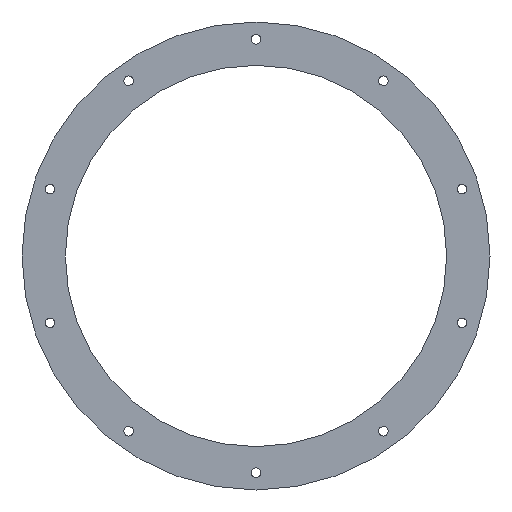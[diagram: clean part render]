
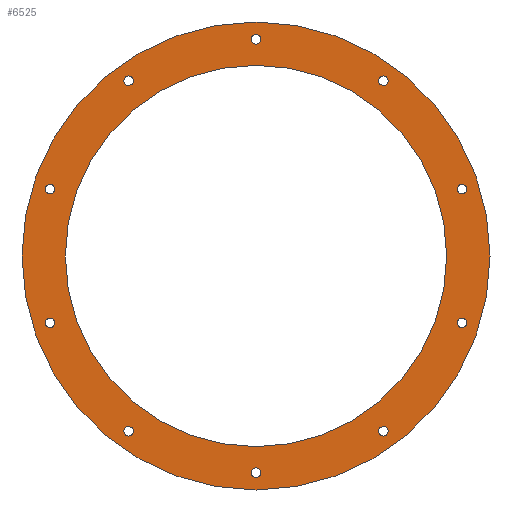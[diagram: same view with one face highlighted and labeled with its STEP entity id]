
A CAD part, front view. The second image highlights one B-rep face of the part: STEP entity #6525.
In plain terms, the highlighted planar face has unit normal (0, -1, 0).
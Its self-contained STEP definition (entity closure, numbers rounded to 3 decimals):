
#47=CIRCLE('',#6745,2.75);
#48=CIRCLE('',#6747,2.75);
#49=CIRCLE('',#6749,2.75);
#50=CIRCLE('',#6751,2.75);
#51=CIRCLE('',#6753,2.75);
#52=CIRCLE('',#6755,2.75);
#53=CIRCLE('',#6757,2.75);
#54=CIRCLE('',#6759,2.75);
#55=CIRCLE('',#6761,2.75);
#56=CIRCLE('',#6763,2.75);
#58=CIRCLE('',#6768,110.);
#59=CIRCLE('',#6770,135.);
#101=FACE_BOUND('',#1000,.T.);
#102=FACE_BOUND('',#1001,.T.);
#103=FACE_BOUND('',#1002,.T.);
#104=FACE_BOUND('',#1003,.T.);
#105=FACE_BOUND('',#1004,.T.);
#106=FACE_BOUND('',#1005,.T.);
#107=FACE_BOUND('',#1006,.T.);
#108=FACE_BOUND('',#1007,.T.);
#109=FACE_BOUND('',#1008,.T.);
#110=FACE_BOUND('',#1009,.T.);
#111=FACE_BOUND('',#1010,.T.);
#611=FACE_OUTER_BOUND('',#999,.T.);
#999=EDGE_LOOP('',(#5988));
#1000=EDGE_LOOP('',(#5989));
#1001=EDGE_LOOP('',(#5990));
#1002=EDGE_LOOP('',(#5991));
#1003=EDGE_LOOP('',(#5992));
#1004=EDGE_LOOP('',(#5993));
#1005=EDGE_LOOP('',(#5994));
#1006=EDGE_LOOP('',(#5995));
#1007=EDGE_LOOP('',(#5996));
#1008=EDGE_LOOP('',(#5997));
#1009=EDGE_LOOP('',(#5998));
#1010=EDGE_LOOP('',(#5999));
#3152=VERTEX_POINT('',#12154);
#3153=VERTEX_POINT('',#12158);
#3154=VERTEX_POINT('',#12162);
#3155=VERTEX_POINT('',#12166);
#3156=VERTEX_POINT('',#12170);
#3157=VERTEX_POINT('',#12174);
#3158=VERTEX_POINT('',#12178);
#3159=VERTEX_POINT('',#12182);
#3160=VERTEX_POINT('',#12186);
#3161=VERTEX_POINT('',#12190);
#3163=VERTEX_POINT('',#12199);
#3164=VERTEX_POINT('',#12203);
#4085=EDGE_CURVE('',#3152,#3152,#47,.T.);
#4087=EDGE_CURVE('',#3153,#3153,#48,.T.);
#4089=EDGE_CURVE('',#3154,#3154,#49,.T.);
#4091=EDGE_CURVE('',#3155,#3155,#50,.T.);
#4093=EDGE_CURVE('',#3156,#3156,#51,.T.);
#4095=EDGE_CURVE('',#3157,#3157,#52,.T.);
#4097=EDGE_CURVE('',#3158,#3158,#53,.T.);
#4099=EDGE_CURVE('',#3159,#3159,#54,.T.);
#4101=EDGE_CURVE('',#3160,#3160,#55,.T.);
#4103=EDGE_CURVE('',#3161,#3161,#56,.T.);
#4107=EDGE_CURVE('',#3163,#3163,#58,.T.);
#4109=EDGE_CURVE('',#3164,#3164,#59,.T.);
#5988=ORIENTED_EDGE('',*,*,#4109,.F.);
#5989=ORIENTED_EDGE('',*,*,#4085,.T.);
#5990=ORIENTED_EDGE('',*,*,#4087,.T.);
#5991=ORIENTED_EDGE('',*,*,#4089,.T.);
#5992=ORIENTED_EDGE('',*,*,#4091,.T.);
#5993=ORIENTED_EDGE('',*,*,#4093,.T.);
#5994=ORIENTED_EDGE('',*,*,#4095,.T.);
#5995=ORIENTED_EDGE('',*,*,#4097,.T.);
#5996=ORIENTED_EDGE('',*,*,#4099,.T.);
#5997=ORIENTED_EDGE('',*,*,#4101,.T.);
#5998=ORIENTED_EDGE('',*,*,#4103,.T.);
#5999=ORIENTED_EDGE('',*,*,#4107,.F.);
#6178=PLANE('',#6772);
#6525=ADVANCED_FACE('',(#611,#101,#102,#103,#104,#105,#106,#107,#108,#109,
#110,#111),#6178,.F.);
#6745=AXIS2_PLACEMENT_3D('',#12156,#7764,#7765);
#6747=AXIS2_PLACEMENT_3D('',#12160,#7769,#7770);
#6749=AXIS2_PLACEMENT_3D('',#12164,#7774,#7775);
#6751=AXIS2_PLACEMENT_3D('',#12168,#7779,#7780);
#6753=AXIS2_PLACEMENT_3D('',#12172,#7784,#7785);
#6755=AXIS2_PLACEMENT_3D('',#12176,#7789,#7790);
#6757=AXIS2_PLACEMENT_3D('',#12180,#7794,#7795);
#6759=AXIS2_PLACEMENT_3D('',#12184,#7799,#7800);
#6761=AXIS2_PLACEMENT_3D('',#12188,#7804,#7805);
#6763=AXIS2_PLACEMENT_3D('',#12192,#7809,#7810);
#6768=AXIS2_PLACEMENT_3D('',#12201,#7821,#7822);
#6770=AXIS2_PLACEMENT_3D('',#12205,#7826,#7827);
#6772=AXIS2_PLACEMENT_3D('',#12207,#7830,#7831);
#7764=DIRECTION('center_axis',(0.,1.,0.));
#7765=DIRECTION('ref_axis',(0.809,0.,0.588));
#7769=DIRECTION('center_axis',(0.,1.,0.));
#7770=DIRECTION('ref_axis',(0.309,0.,0.951));
#7774=DIRECTION('center_axis',(0.,1.,0.));
#7775=DIRECTION('ref_axis',(-0.309,0.,0.951));
#7779=DIRECTION('center_axis',(0.,1.,0.));
#7780=DIRECTION('ref_axis',(-0.809,0.,0.588));
#7784=DIRECTION('center_axis',(0.,1.,0.));
#7785=DIRECTION('ref_axis',(-1.,0.,0.));
#7789=DIRECTION('center_axis',(0.,1.,0.));
#7790=DIRECTION('ref_axis',(-0.809,0.,-0.588));
#7794=DIRECTION('center_axis',(0.,1.,0.));
#7795=DIRECTION('ref_axis',(-0.309,0.,-0.951));
#7799=DIRECTION('center_axis',(0.,1.,0.));
#7800=DIRECTION('ref_axis',(0.309,0.,-0.951));
#7804=DIRECTION('center_axis',(0.,1.,0.));
#7805=DIRECTION('ref_axis',(0.809,0.,-0.588));
#7809=DIRECTION('center_axis',(0.,1.,0.));
#7810=DIRECTION('ref_axis',(1.,0.,0.));
#7821=DIRECTION('center_axis',(0.,-1.,0.));
#7822=DIRECTION('ref_axis',(1.,0.,0.));
#7826=DIRECTION('center_axis',(0.,1.,0.));
#7827=DIRECTION('ref_axis',(-1.,0.,0.));
#7830=DIRECTION('center_axis',(0.,1.,0.));
#7831=DIRECTION('ref_axis',(0.,0.,1.));
#12154=CARTESIAN_POINT('',(71.248,0.,-102.744));
#12156=CARTESIAN_POINT('Origin',(73.473,0.,-101.127));
#12158=CARTESIAN_POINT('',(118.032,0.,-41.243));
#12160=CARTESIAN_POINT('Origin',(118.882,0.,-38.627));
#12162=CARTESIAN_POINT('',(119.732,0.,36.012));
#12164=CARTESIAN_POINT('Origin',(118.882,0.,38.627));
#12166=CARTESIAN_POINT('',(75.698,0.,99.511));
#12168=CARTESIAN_POINT('Origin',(73.473,0.,101.127));
#12170=CARTESIAN_POINT('',(2.75,0.,125.));
#12172=CARTESIAN_POINT('Origin',(0.,0.,125.));
#12174=CARTESIAN_POINT('',(-71.248,0.,102.744));
#12176=CARTESIAN_POINT('Origin',(-73.473,0.,101.127));
#12178=CARTESIAN_POINT('',(-118.032,0.,41.243));
#12180=CARTESIAN_POINT('Origin',(-118.882,0.,38.627));
#12182=CARTESIAN_POINT('',(-119.732,0.,-36.012));
#12184=CARTESIAN_POINT('Origin',(-118.882,0.,-38.627));
#12186=CARTESIAN_POINT('',(-75.698,0.,-99.511));
#12188=CARTESIAN_POINT('Origin',(-73.473,0.,-101.127));
#12190=CARTESIAN_POINT('',(-2.75,0.,-125.));
#12192=CARTESIAN_POINT('Origin',(0.,0.,-125.));
#12199=CARTESIAN_POINT('',(-110.,0.,0.));
#12201=CARTESIAN_POINT('Origin',(0.,0.,0.));
#12203=CARTESIAN_POINT('',(135.,0.,0.));
#12205=CARTESIAN_POINT('Origin',(0.,0.,0.));
#12207=CARTESIAN_POINT('Origin',(0.,0.,0.));
